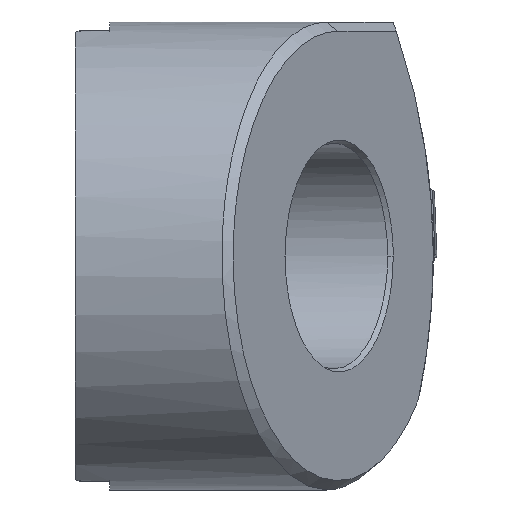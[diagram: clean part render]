
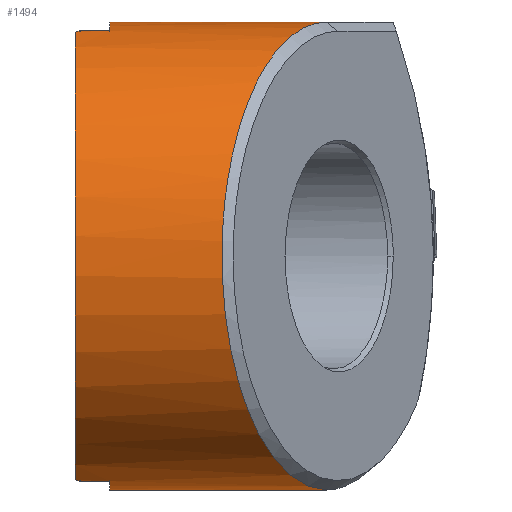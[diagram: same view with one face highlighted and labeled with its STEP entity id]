
A CAD part, left-side view. The second image highlights one B-rep face of the part: STEP entity #1494.
In plain terms, the highlighted cylindrical face has radius 14.5 mm (diameter 29 mm), a partial arc.
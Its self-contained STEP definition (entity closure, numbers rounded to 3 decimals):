
#772=VERTEX_POINT('NONE',#2239);
#968=EDGE_CURVE('Kante128',#2032,#1492,#2461,.F.);
#1072=VERTEX_POINT('NONE',#2576);
#1076=EDGE_CURVE('NONE',#1434,#1200,#2580,.F.);
#1130=EDGE_CURVE('Kante78',#772,#2106,#2640,.F.);
#1200=VERTEX_POINT('NONE',#2715);
#1308=EDGE_CURVE('NONE',#2078,#1646,#2833,.T.);
#1434=VERTEX_POINT('NONE',#2968);
#1492=VERTEX_POINT('NONE',#3031);
#1494=ADVANCED_FACE('Fl�che8',(#3033),#3034,.T.);
#1546=EDGE_CURVE('Kante123',#1072,#2078,#3092,.F.);
#1566=VERTEX_POINT('',#3114);
#1598=EDGE_CURVE('Kante105',#1646,#1434,#3148,.F.);
#1646=VERTEX_POINT('NONE',#3200);
#1666=VERTEX_POINT('NONE',#3222);
#1732=EDGE_CURVE('NONE',#1200,#772,#3292,.F.);
#1924=EDGE_CURVE('NONE',#2106,#2032,#3505,.F.);
#1944=EDGE_CURVE('Kante87',#1492,#1666,#3526,.F.);
#2004=EDGE_CURVE('',#1666,#1566,#3596,.T.);
#2032=VERTEX_POINT('NONE',#3627);
#2078=VERTEX_POINT('NONE',#3678);
#2106=VERTEX_POINT('NONE',#3709);
#2190=EDGE_CURVE('NONE',#1566,#1072,#3801,.T.);
#2239=CARTESIAN_POINT('',(-4.235,0.,13.868));
#2461=LINE('',#4250,#4251);
#2576=CARTESIAN_POINT('',(0.0,-15.603,14.5));
#2580=LINE('',#4444,#4445);
#2640=CIRCLE('',#4599,14.5);
#2715=CARTESIAN_POINT('',(-3.905,-0.33,13.964));
#2833=LINE('',#4950,#4951);
#2968=CARTESIAN_POINT('',(-3.905,-2.15,13.964));
#3031=CARTESIAN_POINT('',(-3.905,-2.15,-13.964));
#3033=FACE_OUTER_BOUND('',#5431,.T.);
#3034=CYLINDRICAL_SURFACE('',#5432,14.5);
#3092=LINE('',#5515,#5516);
#3114=CARTESIAN_POINT('',(0.,-15.604,-14.5));
#3148=CIRCLE('',#5609,14.5);
#3200=CARTESIAN_POINT('',(0.0,-2.15,14.5));
#3222=CARTESIAN_POINT('',(0.,-2.15,-14.5));
#3292=ELLIPSE('',#5863,20.506,14.5);
#3505=ELLIPSE('',#6199,20.506,14.5);
#3526=CIRCLE('',#6322,14.5);
#3596=LINE('',#6510,#6511);
#3627=CARTESIAN_POINT('',(-3.905,-0.33,-13.964));
#3678=CARTESIAN_POINT('',(0.0,-8.75,14.5));
#3709=CARTESIAN_POINT('',(-4.235,0.0,-13.868));
#3801=B_SPLINE_CURVE_WITH_KNOTS('',3,(#6855,#6856,#6857,#6858,#6859,#6860,#6861,#6862,#6863,#6864,#6865,#6866,#6867,#6868,#6869,#6870,#6871,#6872,#6873,#6874,#6875,#6876,#6877,#6878,#6879,#6880,#6881,#6882,#6883,#6884,#6885,#6886,#6887,#6888,#6889,#6890,#6891,#6892,#6893,#6894,#6895,#6896,#6897,#6898,#6899,#6900,#6901,#6902),.UNSPECIFIED.,.F.,.F.,(4,2,2,2,2,2,2,2,2,2,2,2,2,2,2,2,2,2,2,2,2,2,2,4),(-58.209,-51.408,-46.518,-42.823,-39.818,-37.803,-35.82,-32.462,-30.017,-25.444,-23.832,-21.697,-19.559,-13.901,-10.772,-5.794,-3.448,-0.675,-0.596,-0.511,-0.367,-0.271,-0.128,-0.0),.UNSPECIFIED.);
#4250=CARTESIAN_POINT('',(-3.905,-11.17,-13.964));
#4251=VECTOR('',#7198,1.0);
#4444=CARTESIAN_POINT('',(-3.905,-11.17,13.964));
#4445=VECTOR('',#7336,1.0);
#4599=AXIS2_PLACEMENT_3D('',#7408,#7409,#7410);
#4950=CARTESIAN_POINT('',(0.0,-11.17,14.5));
#4951=VECTOR('',#7590,1000.0);
#5431=EDGE_LOOP('',(#7764,#7765,#7766,#7767,#7768,#7769,#7770,#7771,#7772,#7773,#7774));
#5432=AXIS2_PLACEMENT_3D('',#7775,#7776,#7777);
#5515=CARTESIAN_POINT('',(0.0,-11.17,14.5));
#5516=VECTOR('',#7861,1.0);
#5609=AXIS2_PLACEMENT_3D('',#7907,#7908,#7909);
#5863=AXIS2_PLACEMENT_3D('',#8041,#8042,#8043);
#6199=AXIS2_PLACEMENT_3D('',#8293,#8294,#8295);
#6322=AXIS2_PLACEMENT_3D('',#8307,#8308,#8309);
#6510=CARTESIAN_POINT('',(0.,-11.17,-14.5));
#6511=VECTOR('',#8408,1.0);
#6855=CARTESIAN_POINT('',(1.677,-16.355,-14.403));
#6856=CARTESIAN_POINT('',(-0.099,-15.562,-14.61));
#6857=CARTESIAN_POINT('',(-1.9,-14.749,-14.487));
#6858=CARTESIAN_POINT('',(-4.885,-13.413,-13.713));
#6859=CARTESIAN_POINT('',(-6.093,-12.876,-13.223));
#6860=CARTESIAN_POINT('',(-8.082,-11.983,-12.079));
#6861=CARTESIAN_POINT('',(-8.892,-11.617,-11.497));
#6862=CARTESIAN_POINT('',(-10.253,-11.007,-10.286));
#6863=CARTESIAN_POINT('',(-10.821,-10.754,-9.688));
#6864=CARTESIAN_POINT('',(-11.686,-10.37,-8.602));
#6865=CARTESIAN_POINT('',(-12.009,-10.226,-8.146));
#6866=CARTESIAN_POINT('',(-12.598,-9.962,-7.2));
#6867=CARTESIAN_POINT('',(-12.865,-9.841,-6.712));
#6868=CARTESIAN_POINT('',(-13.508,-9.55,-5.355));
#6869=CARTESIAN_POINT('',(-13.83,-9.404,-4.46));
#6870=CARTESIAN_POINT('',(-14.233,-9.225,-2.857));
#6871=CARTESIAN_POINT('',(-14.354,-9.173,-2.169));
#6872=CARTESIAN_POINT('',(-14.558,-9.086,-0.171));
#6873=CARTESIAN_POINT('',(-14.513,-9.101,1.158));
#6874=CARTESIAN_POINT('',(-14.212,-9.233,2.913));
#6875=CARTESIAN_POINT('',(-14.112,-9.278,3.365));
#6876=CARTESIAN_POINT('',(-13.829,-9.405,4.401));
#6877=CARTESIAN_POINT('',(-13.632,-9.495,4.978));
#6878=CARTESIAN_POINT('',(-13.168,-9.706,6.101));
#6879=CARTESIAN_POINT('',(-12.902,-9.827,6.645));
#6880=CARTESIAN_POINT('',(-11.817,-10.311,8.552));
#6881=CARTESIAN_POINT('',(-10.824,-10.75,9.771));
#6882=CARTESIAN_POINT('',(-9.036,-11.554,11.372));
#6883=CARTESIAN_POINT('',(-8.356,-11.861,11.88));
#6884=CARTESIAN_POINT('',(-6.502,-12.693,13.03));
#6885=CARTESIAN_POINT('',(-5.282,-13.235,13.568));
#6886=CARTESIAN_POINT('',(-3.419,-14.07,14.105));
#6887=CARTESIAN_POINT('',(-2.813,-14.342,14.238));
#6888=CARTESIAN_POINT('',(-1.48,-14.941,14.443));
#6889=CARTESIAN_POINT('',(-0.751,-15.268,14.499));
#6890=CARTESIAN_POINT('',(-0.001,-15.603,14.5));
#6891=CARTESIAN_POINT('',(0.022,-15.613,14.5));
#6892=CARTESIAN_POINT('',(0.072,-15.635,14.5));
#6893=CARTESIAN_POINT('',(0.098,-15.647,14.5));
#6894=CARTESIAN_POINT('',(0.167,-15.679,14.499));
#6895=CARTESIAN_POINT('',(0.211,-15.699,14.499));
#6896=CARTESIAN_POINT('',(0.283,-15.733,14.497));
#6897=CARTESIAN_POINT('',(0.312,-15.747,14.497));
#6898=CARTESIAN_POINT('',(0.384,-15.781,14.495));
#6899=CARTESIAN_POINT('',(0.427,-15.802,14.494));
#6900=CARTESIAN_POINT('',(0.507,-15.842,14.491));
#6901=CARTESIAN_POINT('',(0.546,-15.861,14.49));
#6902=CARTESIAN_POINT('',(0.584,-15.88,14.488));
#7198=DIRECTION('',(-0.0,1.0,0.0));
#7336=DIRECTION('',(0.0,-1.0,0.0));
#7408=CARTESIAN_POINT('',(0.0,0.0,0.0));
#7409=DIRECTION('',(-0.0,1.0,0.0));
#7410=DIRECTION('',(0.0,0.0,1.0));
#7590=DIRECTION('',(-0.0,1.0,0.0));
#7764=ORIENTED_EDGE('',*,*,#2004,.T.);
#7765=ORIENTED_EDGE('',*,*,#2190,.T.);
#7766=ORIENTED_EDGE('',*,*,#1546,.T.);
#7767=ORIENTED_EDGE('',*,*,#1308,.T.);
#7768=ORIENTED_EDGE('',*,*,#1598,.T.);
#7769=ORIENTED_EDGE('',*,*,#1076,.T.);
#7770=ORIENTED_EDGE('',*,*,#1732,.T.);
#7771=ORIENTED_EDGE('',*,*,#1130,.T.);
#7772=ORIENTED_EDGE('',*,*,#1924,.T.);
#7773=ORIENTED_EDGE('',*,*,#968,.T.);
#7774=ORIENTED_EDGE('',*,*,#1944,.T.);
#7775=CARTESIAN_POINT('',(0.0,-11.17,0.0));
#7776=DIRECTION('',(-0.0,1.0,-0.0));
#7777=DIRECTION('',(0.0,0.0,1.0));
#7861=DIRECTION('',(0.0,-1.0,0.0));
#7907=CARTESIAN_POINT('',(0.0,-2.15,0.0));
#7908=DIRECTION('',(0.0,1.0,0.0));
#7909=DIRECTION('',(0.0,0.0,1.0));
#8041=CARTESIAN_POINT('',(0.0,-4.235,0.0));
#8042=DIRECTION('',(0.707,0.707,0.0));
#8043=DIRECTION('',(-0.707,0.707,-0.0));
#8293=CARTESIAN_POINT('',(0.0,-4.235,0.0));
#8294=DIRECTION('',(0.707,0.707,0.0));
#8295=DIRECTION('',(-0.707,0.707,-0.0));
#8307=CARTESIAN_POINT('',(0.0,-2.15,0.0));
#8308=DIRECTION('',(0.0,1.0,0.0));
#8309=DIRECTION('',(0.0,0.0,1.0));
#8408=DIRECTION('',(0.0,-1.0,0.0));
